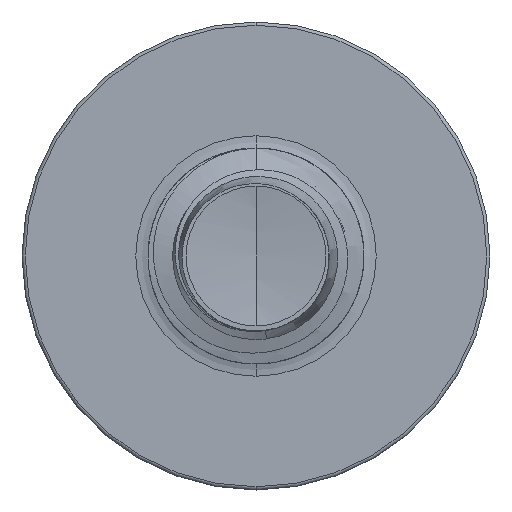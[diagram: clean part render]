
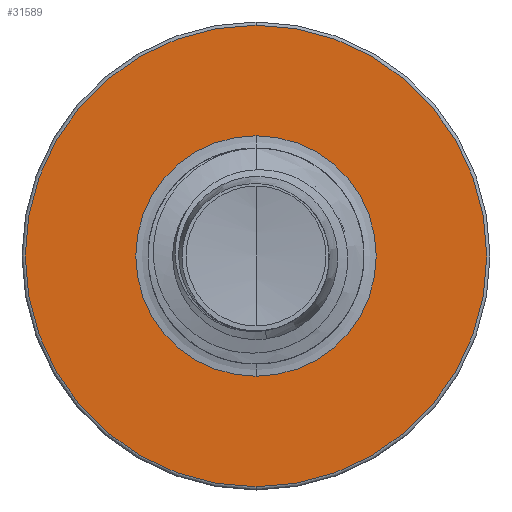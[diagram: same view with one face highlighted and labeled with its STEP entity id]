
A CAD part, front view. The second image highlights one B-rep face of the part: STEP entity #31589.
In plain terms, the highlighted planar face has unit normal (0, -1, 0).
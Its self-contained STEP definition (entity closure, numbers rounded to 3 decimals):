
#13 = AXIS2_PLACEMENT_3D ( 'NONE', #25226, #27854, #12218 ) ;
#211 = CARTESIAN_POINT ( 'NONE',  ( 0., 14., 1.67 ) ) ;
#844 = AXIS2_PLACEMENT_3D ( 'NONE', #19018, #3390, #21645 ) ;
#1927 = DIRECTION ( 'NONE',  ( 0., 1., 0. ) ) ;
#2541 = EDGE_LOOP ( 'NONE', ( #24020, #20487 ) ) ;
#2804 = DIRECTION ( 'NONE',  ( 0., 1., 0. ) ) ;
#3390 = DIRECTION ( 'NONE',  ( 0., 1., 0. ) ) ;
#3475 = DIRECTION ( 'NONE',  ( 0., 1., 0. ) ) ;
#3811 = PLANE ( 'NONE',  #13 ) ;
#4879 = EDGE_CURVE ( 'NONE', #27849, #12681, #13062, .T. ) ;
#6934 = AXIS2_PLACEMENT_3D ( 'NONE', #17562, #1927, #20183 ) ;
#7397 = AXIS2_PLACEMENT_3D ( 'NONE', #18435, #2804, #21062 ) ;
#9011 = EDGE_CURVE ( 'NONE', #33226, #18922, #15479, .T. ) ;
#9633 = CIRCLE ( 'NONE', #844, 3.205 ) ;
#10024 = CARTESIAN_POINT ( 'NONE',  ( 0., 14., 3.205 ) ) ;
#10315 = EDGE_LOOP ( 'NONE', ( #24185, #16293 ) ) ;
#12218 = DIRECTION ( 'NONE',  ( 0., 0., 1. ) ) ;
#12681 = VERTEX_POINT ( 'NONE', #10024 ) ;
#12973 = EDGE_CURVE ( 'NONE', #12681, #27849, #9633, .T. ) ;
#13062 = CIRCLE ( 'NONE', #6934, 3.205 ) ;
#15479 = CIRCLE ( 'NONE', #7397, 1.67 ) ;
#16293 = ORIENTED_EDGE ( 'NONE', *, *, #17361, .T. ) ;
#17361 = EDGE_CURVE ( 'NONE', #18922, #33226, #19010, .T. ) ;
#17562 = CARTESIAN_POINT ( 'NONE',  ( 0., 14., 0. ) ) ;
#18435 = CARTESIAN_POINT ( 'NONE',  ( 0., 14., 0. ) ) ;
#18922 = VERTEX_POINT ( 'NONE', #21909 ) ;
#19010 = CIRCLE ( 'NONE', #25801, 1.67 ) ;
#19018 = CARTESIAN_POINT ( 'NONE',  ( 0., 14., 0. ) ) ;
#19097 = CARTESIAN_POINT ( 'NONE',  ( 0., 14., 0. ) ) ;
#19327 = FACE_BOUND ( 'NONE', #10315, .T. ) ;
#20183 = DIRECTION ( 'NONE',  ( 0., 0., 1. ) ) ;
#20487 = ORIENTED_EDGE ( 'NONE', *, *, #4879, .F. ) ;
#21062 = DIRECTION ( 'NONE',  ( 0., 0., 1. ) ) ;
#21569 = CARTESIAN_POINT ( 'NONE',  ( 0., 14., -3.205 ) ) ;
#21645 = DIRECTION ( 'NONE',  ( 0., 0., 1. ) ) ;
#21727 = DIRECTION ( 'NONE',  ( 0., 0., 1. ) ) ;
#21909 = CARTESIAN_POINT ( 'NONE',  ( 0., 14., -1.67 ) ) ;
#24020 = ORIENTED_EDGE ( 'NONE', *, *, #12973, .F. ) ;
#24185 = ORIENTED_EDGE ( 'NONE', *, *, #9011, .T. ) ;
#25226 = CARTESIAN_POINT ( 'NONE',  ( 0., 14., -1.67 ) ) ;
#25801 = AXIS2_PLACEMENT_3D ( 'NONE', #19097, #3475, #21727 ) ;
#27849 = VERTEX_POINT ( 'NONE', #21569 ) ;
#27854 = DIRECTION ( 'NONE',  ( 0., 1., 0. ) ) ;
#31589 = ADVANCED_FACE ( 'NONE', ( #33207, #19327 ), #3811, .F. ) ;
#33207 = FACE_OUTER_BOUND ( 'NONE', #2541, .T. ) ;
#33226 = VERTEX_POINT ( 'NONE', #211 ) ;
